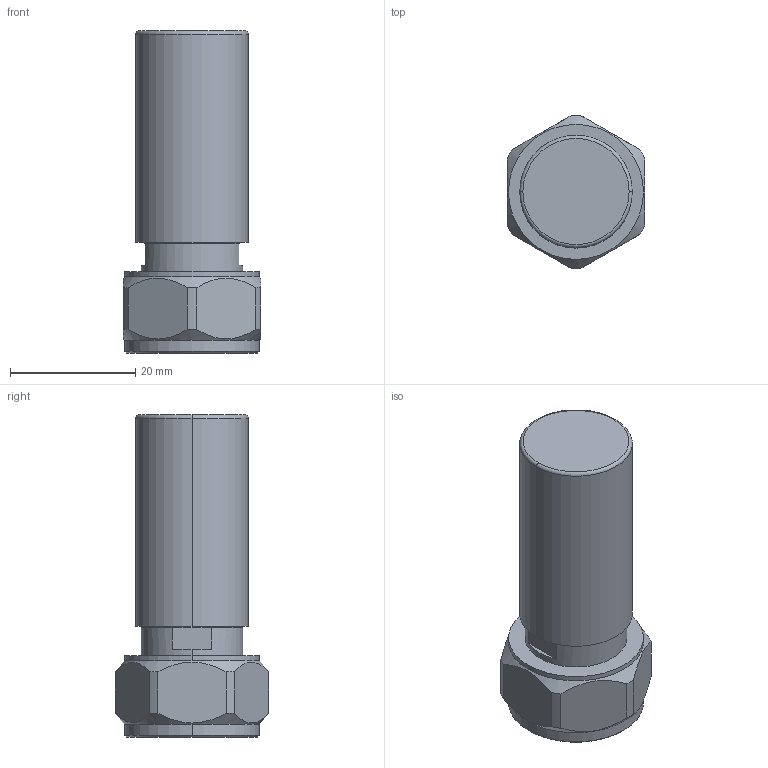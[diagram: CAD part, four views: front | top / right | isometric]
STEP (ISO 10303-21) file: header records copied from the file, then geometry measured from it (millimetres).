
FILE_DESCRIPTION (( 'STEP AP214' ), '1' );
FILE_NAME ('PE6TR1121_3D.STEP', '2021-08-09T19:32:30', ( '' ), ( '' ), 'SwSTEP 2.0', 'SolidWorks 2021', '' );
FILE_SCHEMA (( 'AUTOMOTIVE_DESIGN' ));
Length unit declared in the file: inch
Products named in the file (1): PE6TR1121_3D
Bounding box: 21.95 x 24.49 x 51.5 mm (x, y, z)
Volume: 12704.3 mm3; surface area: 4478.1 mm2
Topology: 1 solids, 1 shells, 50 faces, 118 edges, 74 vertices
Faces by surface type: cylinder 20, plane 20, cone 8, torus 2
Entity records: 1622 total; most frequent: CARTESIAN_POINT 411, DIRECTION 260, ORIENTED_EDGE 236, EDGE_CURVE 118, AXIS2_PLACEMENT_3D 107, VERTEX_POINT 74, CIRCLE 56, EDGE_LOOP 54
